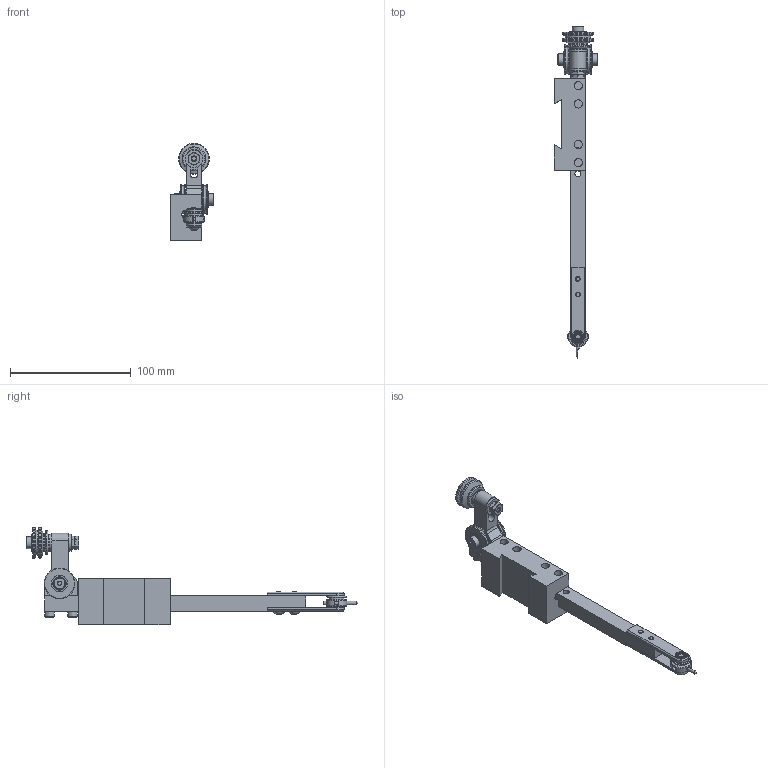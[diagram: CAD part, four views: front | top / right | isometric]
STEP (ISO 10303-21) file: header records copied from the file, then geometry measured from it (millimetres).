
FILE_DESCRIPTION(/* description */ (''),/* implementation_level */ '2;1');
FILE_NAME(/* name */ 'Horizontal_V11.step',/* time_stamp */ '2020-09-18T12:46:13-07:00',/* author */ (''),/* organization */ (''),/* preprocessor_version */ 'ST-DEVELOPER v18.1',/* originating_system */ 'Autodesk Translation Framework v9.3.0.1241',/* authorisation */ '');
FILE_SCHEMA (('AUTOMOTIVE_DESIGN { 1 0 10303 214 3 1 1 }'));
Length unit declared in the file: inch
Products named in the file (33): Horizontal_V11; CutterMounts_MF104ZZ; CutterMounts; CutterMount_Top; CutterMount_Bottom; Fasteners; 97763A336; CutterHead_Assembly; Cutter; SMF104_ZZC; Washer_M4x7x0.2; 91375A190; Horizontal_CutterHead; MainArm_Square; MainArm_Square_1; PulleyAssembly; Tower; Tower_1; LowerPulley; PulleyAssembly_1; LowerPulley_1; PulleyAssembly_2; Pulley; 94035A177; DoublePulley; FR188_ZZ; 91841A195; AXA_Holder; 90618A129; 91251A246; Spacer; 93985A544; 97022A213
Assembly tree (45 placements, depth 5):
  Horizontal_V11
    CutterMounts_MF104ZZ
      CutterMounts
        CutterMount_Top
        CutterMount_Bottom
      Fasteners
        97763A336  x2
    CutterHead_Assembly
      Cutter
      SMF104_ZZC  x2
      Washer_M4x7x0.2  x2
      91375A190
      Horizontal_CutterHead
    MainArm_Square
      MainArm_Square_1
    PulleyAssembly
      Tower
        Tower_1
      LowerPulley
        PulleyAssembly_1
          Pulley
          FR188_ZZ
          97022A213
          94035A177
      LowerPulley_1
        PulleyAssembly_2
          Pulley
          FR188_ZZ
          97022A213
          94035A177
      FR188_ZZ  x2
      DoublePulley
      91841A195  x2
      AXA_Holder
      90618A129  x2
      91251A246  x2
      Spacer
      93985A544
      97022A213
Bounding box: 36.23 x 274.3 x 80.35 mm (x, y, z)
Volume: 111247.3 mm3; surface area: 54470.1 mm2
Topology: 50 solids, 52 shells, 963 faces, 2313 edges, 1481 vertices
Faces by surface type: cylinder 375, plane 265, cone 154, sphere 90, torus 58, bspline 21
Full cylindrical faces by diameter (mm): 3.134 x7, 3.175 x3, 3.416 x1, 3.451 x66, 3.683 x3, 3.795 x22, 3.797 x3, 3.818 x2, 4 x6, 4.166 x5, 4.826 x84, 4.978 x8, 5.6 x8, 6.35 x13, 6.78 x4, 7 x2, 7.849 x4, 7.925 x2, 7.927 x8, 8.4 x8, 8.814 x4, 9.169 x2, 9.525 x7, 10 x4, 10.236 x4, 11.192 x12, 11.6 x2, 12.7 x8, 13.891 x4, 14.275 x2
Entity records: 29230 total; most frequent: CARTESIAN_POINT 16109, ORIENTED_EDGE 2550, DIRECTION 2489, EDGE_CURVE 1275, AXIS2_PLACEMENT_3D 1018, VERTEX_POINT 821, EDGE_LOOP 670, FACE_OUTER_BOUND 543
